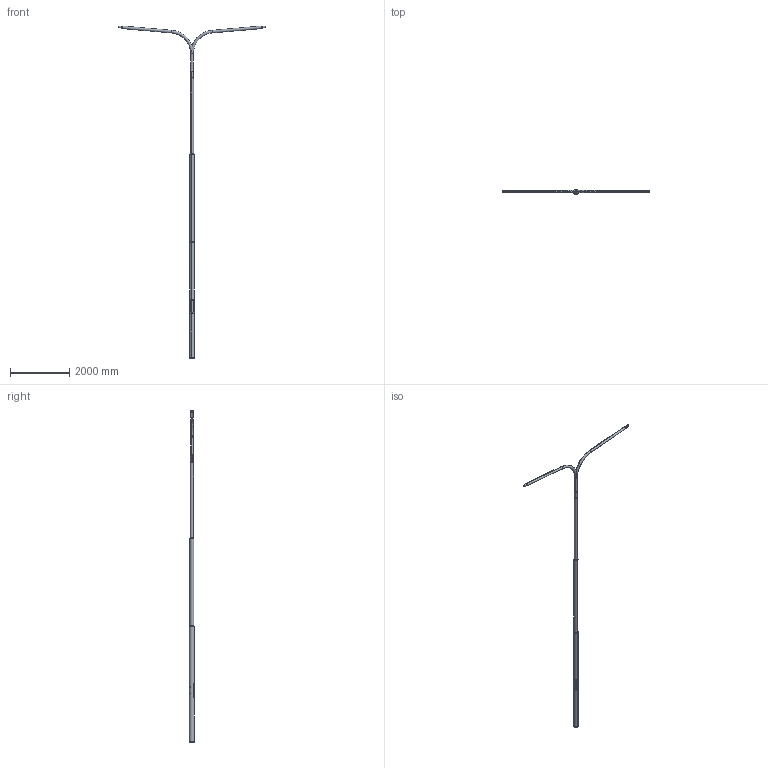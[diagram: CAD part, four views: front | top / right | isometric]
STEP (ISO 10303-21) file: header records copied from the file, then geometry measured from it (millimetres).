
FILE_DESCRIPTION (( 'STEP AP214' ), '1' );
FILE_NAME ('110650KGXS T325B310O 4608169 T-VARTINEN OLAKEPYLVÄS_3D.step', '2022-05-28T14:33:14', ( '' ), ( '' ), 'SwSTEP 2.0', 'SolidWorks 2021', '' );
FILE_SCHEMA (( 'AUTOMOTIVE_DESIGN' ));
Length unit declared in the file: millimetre
Products named in the file (16): OLAKE T-VARREN LYHYEMPI AIHIO_T325BO; 168,3X4,0 PYÖREÄPUTKI-TYVI_168 TYVIPUTKI TASALATVA-3900; OLAKE T-VARREN PIDEMPI AIHIO_T325BO; SOVITERENGAS OLAKEVARSI_SOVITERENGAS D89-D114; socket head cap screw_din_DIN 912 M6 x 16 --- 16N; T-OLAKEVARSI_T325BO; 110650KGXS T325B310O 4608169 T-VARTINEN OLAKEPYLVÄS_3D; KYTKENTÄAUKON LATTARAUTA_LATTA 4X20X120; 139,7X3,6 PYÖREÄPUTKI-VÄLI_168-139-114 VŽLIPUTKI TASALATVA-2400; 114,3X3,6 PY烼E鵬UTKI-LATVA_114,3X3,6 LATVAPUTKI-2800; socket set screw cone point_din_DIN 914 - M10 x 30-N; OLAKEVARREN LATTA_LATTA 3X7,5X200; LATTA 5X16X460 KYTKENTÄAUKON VAHVIKE_C 1; OLAKERUNKO_B310O; YKSI R_KYTKENTÄAUKON LUUKKU_LUUKKU D168,3; socket set screw cone point_din_DIN 914 - M10 x 25-N
Assembly tree (23 placements, depth 3):
  110650KGXS T325B310O 4608169 T-VARTINEN OLAKEPYLVÄS_3D
    OLAKERUNKO_B310O
      168,3X4,0 PYÖREÄPUTKI-TYVI_168 TYVIPUTKI TASALATVA-3900
      139,7X3,6 PYÖREÄPUTKI-VÄLI_168-139-114 VŽLIPUTKI TASALATVA-2400
      114,3X3,6 PY烼E鵬UTKI-LATVA_114,3X3,6 LATVAPUTKI-2800
      socket set screw cone point_din_DIN 914 - M10 x 30-N
      socket set screw cone point_din_DIN 914 - M10 x 25-N  x2
      YKSI R_KYTKENTÄAUKON LUUKKU_LUUKKU D168,3
      socket head cap screw_din_DIN 912 M6 x 16 --- 16N  x4
      KYTKENTÄAUKON LATTARAUTA_LATTA 4X20X120  x2
      LATTA 5X16X460 KYTKENTÄAUKON VAHVIKE_C 1  x2
    T-OLAKEVARSI_T325BO
      OLAKE T-VARREN PIDEMPI AIHIO_T325BO
      OLAKE T-VARREN LYHYEMPI AIHIO_T325BO
      SOVITERENGAS OLAKEVARSI_SOVITERENGAS D89-D114
      OLAKEVARREN LATTA_LATTA 3X7,5X200  x3
Bounding box: 5005.29 x 175.8 x 11231.28 mm (x, y, z)
Volume: 21612140.5 mm3; surface area: 12191995.1 mm2
Topology: 21 solids, 21 shells, 346 faces, 807 edges, 492 vertices
Faces by surface type: plane 158, cylinder 96, cone 52, torus 35, bspline 5
Entity records: 11665 total; most frequent: CARTESIAN_POINT 5691, DIRECTION 1140, ORIENTED_EDGE 1090, EDGE_CURVE 545, AXIS2_PLACEMENT_3D 437, VERTEX_POINT 337, VECTOR 266, LINE 266
